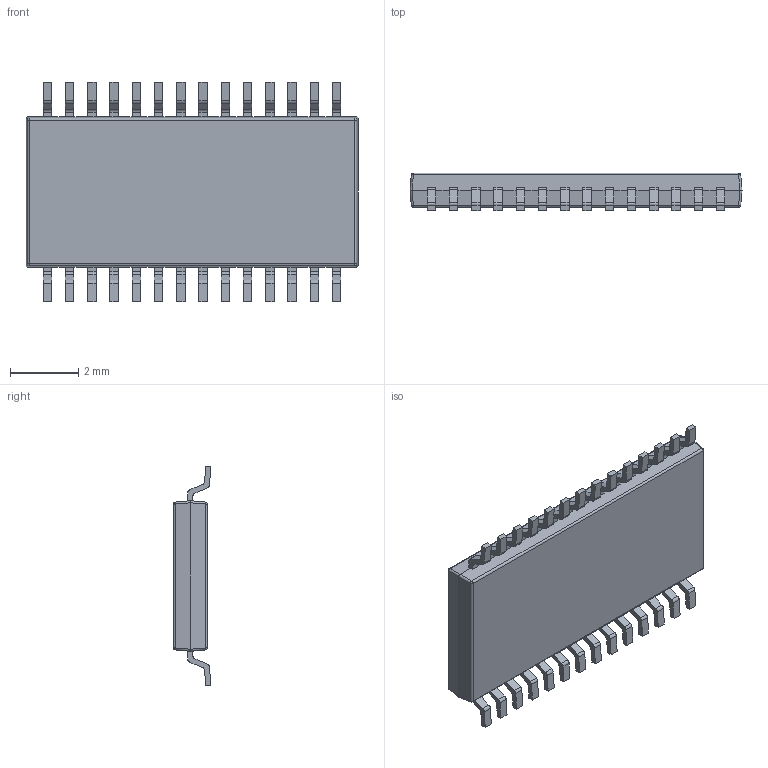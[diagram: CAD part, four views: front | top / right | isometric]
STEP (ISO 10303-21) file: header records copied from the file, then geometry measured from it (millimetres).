
FILE_DESCRIPTION(('FreeCAD Model'),'2;1');
FILE_NAME('HTSSOP-28.step', '2017-05-12T10:28:40',('kicad StepUp'),('ksu MCAD'), 'Open CASCADE STEP processor 6.8','FreeCAD','Unknown');
FILE_SCHEMA(('AUTOMOTIVE_DESIGN_CC2 { 1 2 10303 214 -1 1 5 4 }'));
Length unit declared in the file: millimetre
Products named in the file (1): HTSSOP28
Bounding box: 9.7 x 1.1 x 6.42 mm (x, y, z)
Volume: 43.4 mm3; surface area: 139.3 mm2
Topology: 1 solids, 1 shells, 401 faces, 1170 edges, 764 vertices
Faces by surface type: plane 263, cylinder 130, sphere 8
Entity records: 15953 total; most frequent: CARTESIAN_POINT 2340, ORIENTED_EDGE 2324, DIRECTION 2214, EDGE_CURVE 1162, LINE 906, VECTOR 906, VERTEX_POINT 764, AXIS2_PLACEMENT_3D 654
